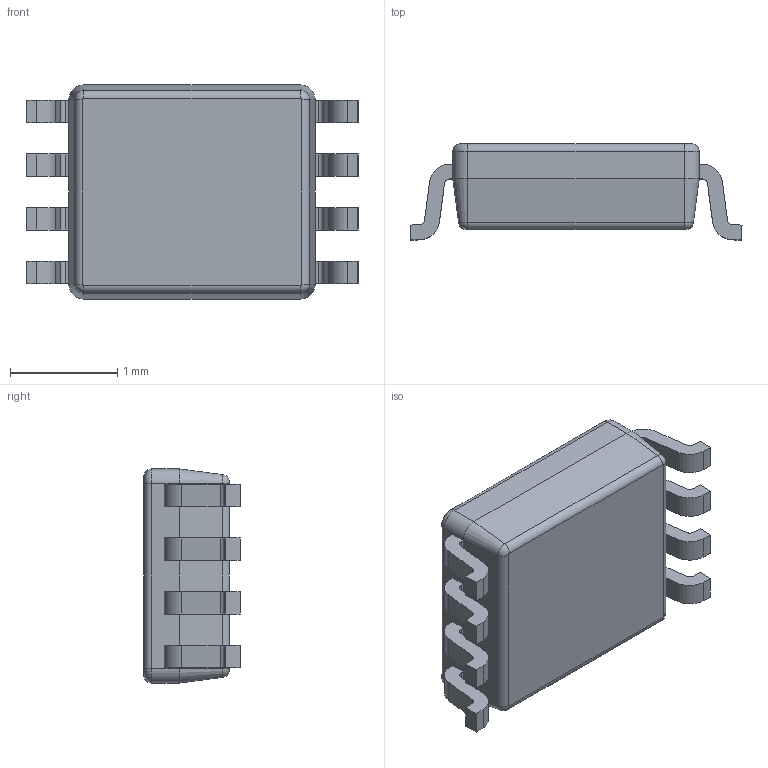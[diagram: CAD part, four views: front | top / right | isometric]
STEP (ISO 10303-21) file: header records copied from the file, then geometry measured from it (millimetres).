
FILE_DESCRIPTION (( 'STEP AP214' ), '1' );
FILE_NAME ('7WBD3306DTR2G.STEP', '2021-09-16T02:57:29', ( '' ), ( '' ), 'SwSTEP 2.0', 'SolidWorks 2017', '' );
FILE_SCHEMA (( 'AUTOMOTIVE_DESIGN' ));
Length unit declared in the file: millimetre
Products named in the file (1): 7WBD3306DTR2G
Bounding box: 3.1 x 0.9 x 2 mm (x, y, z)
Volume: 3.7 mm3; surface area: 20.1 mm2
Topology: 10 solids, 10 shells, 153 faces, 372 edges, 240 vertices
Faces by surface type: plane 93, cylinder 48, torus 8, cone 4
Entity records: 4577 total; most frequent: DIRECTION 788, CARTESIAN_POINT 766, ORIENTED_EDGE 744, EDGE_CURVE 372, LINE 264, VECTOR 264, AXIS2_PLACEMENT_3D 262, VERTEX_POINT 240
